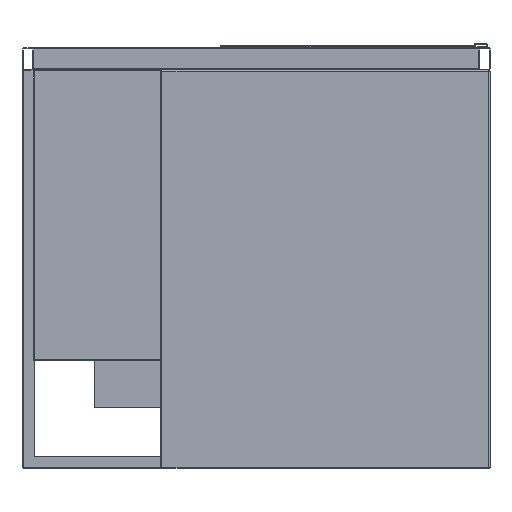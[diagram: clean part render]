
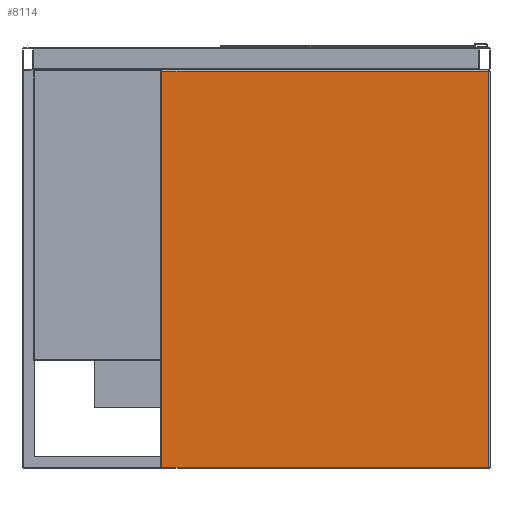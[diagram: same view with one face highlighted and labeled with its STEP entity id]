
A CAD part, front view. The second image highlights one B-rep face of the part: STEP entity #8114.
In plain terms, the highlighted planar face has unit normal (0, -1, 0).
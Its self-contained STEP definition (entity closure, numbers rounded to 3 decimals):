
#211 = EDGE_CURVE ( 'NONE', #13518, #1001, #10636, .T. ) ;
#524 = FACE_OUTER_BOUND ( 'NONE', #1705, .T. ) ;
#583 = ORIENTED_EDGE ( 'NONE', *, *, #2375, .T. ) ;
#757 = CARTESIAN_POINT ( 'NONE',  ( -297.5, -355., -42. ) ) ;
#1001 = VERTEX_POINT ( 'NONE', #13928 ) ;
#1087 = CARTESIAN_POINT ( 'NONE',  ( -295.5, -355., -760. ) ) ;
#1705 = EDGE_LOOP ( 'NONE', ( #583, #9023, #7945, #3630 ) ) ;
#2375 = EDGE_CURVE ( 'NONE', #13566, #14613, #13088, .T. ) ;
#3630 = ORIENTED_EDGE ( 'NONE', *, *, #6410, .T. ) ;
#4277 = DIRECTION ( 'NONE',  ( 0., 0., -1. ) ) ;
#5106 = VECTOR ( 'NONE', #14204, 1000. ) ;
#5248 = LINE ( 'NONE', #9067, #12571 ) ;
#5468 = AXIS2_PLACEMENT_3D ( 'NONE', #14986, #8967, #4277 ) ;
#5852 = DIRECTION ( 'NONE',  ( 1., 0., 0. ) ) ;
#5894 = CARTESIAN_POINT ( 'NONE',  ( -295.5, -355., -42. ) ) ;
#6410 = EDGE_CURVE ( 'NONE', #1001, #13566, #5248, .T. ) ;
#6698 = EDGE_CURVE ( 'NONE', #14613, #13518, #9516, .T. ) ;
#6879 = CARTESIAN_POINT ( 'NONE',  ( 295.5, -355., -42. ) ) ;
#6882 = VECTOR ( 'NONE', #5852, 1000. ) ;
#6959 = CARTESIAN_POINT ( 'NONE',  ( -297.5, -355., -758. ) ) ;
#7945 = ORIENTED_EDGE ( 'NONE', *, *, #211, .T. ) ;
#8114 = ADVANCED_FACE ( 'Fl�che8', ( #524 ), #13968, .T. ) ;
#8407 = DIRECTION ( 'NONE',  ( 0., 0., -1. ) ) ;
#8967 = DIRECTION ( 'NONE',  ( 0., -1., 0. ) ) ;
#9023 = ORIENTED_EDGE ( 'NONE', *, *, #6698, .T. ) ;
#9067 = CARTESIAN_POINT ( 'NONE',  ( 295.5, -355., -760. ) ) ;
#9516 = LINE ( 'NONE', #1087, #10532 ) ;
#10248 = DIRECTION ( 'NONE',  ( 0., 0., 1. ) ) ;
#10532 = VECTOR ( 'NONE', #8407, 1000. ) ;
#10636 = LINE ( 'NONE', #6959, #6882 ) ;
#11826 = CARTESIAN_POINT ( 'NONE',  ( -295.5, -355., -758. ) ) ;
#12571 = VECTOR ( 'NONE', #10248, 1000. ) ;
#13088 = LINE ( 'NONE', #757, #5106 ) ;
#13518 = VERTEX_POINT ( 'NONE', #11826 ) ;
#13566 = VERTEX_POINT ( 'NONE', #6879 ) ;
#13928 = CARTESIAN_POINT ( 'NONE',  ( 295.5, -355., -758. ) ) ;
#13968 = PLANE ( 'NONE',  #5468 ) ;
#14204 = DIRECTION ( 'NONE',  ( -1., 0., 0. ) ) ;
#14613 = VERTEX_POINT ( 'NONE', #5894 ) ;
#14986 = CARTESIAN_POINT ( 'NONE',  ( -297.5, -355., -760. ) ) ;
